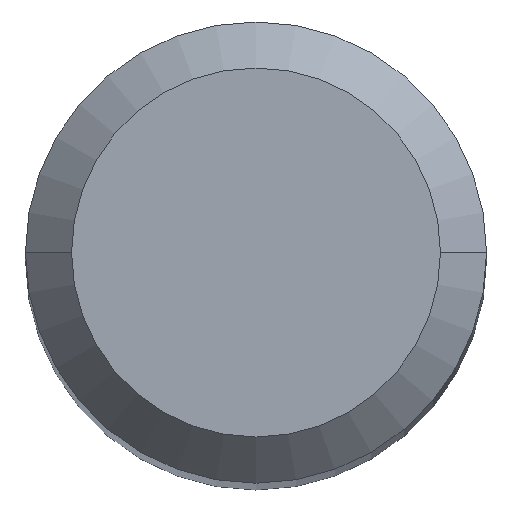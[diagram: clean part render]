
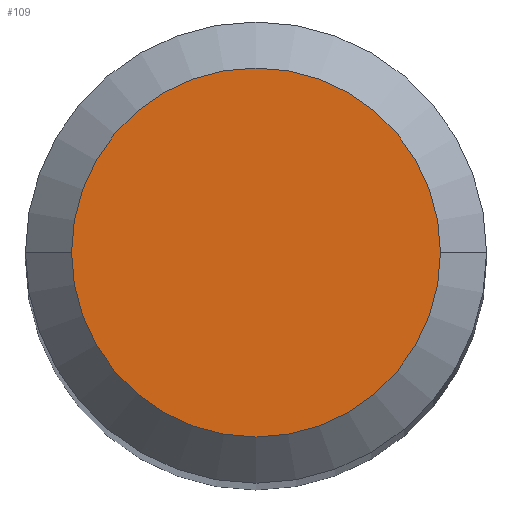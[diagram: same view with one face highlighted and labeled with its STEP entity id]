
A CAD part, top view. The second image highlights one B-rep face of the part: STEP entity #109.
In plain terms, the highlighted planar face has unit normal (0, 0, 1).
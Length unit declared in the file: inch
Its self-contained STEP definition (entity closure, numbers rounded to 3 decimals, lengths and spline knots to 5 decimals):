
#4 = CARTESIAN_POINT ( 'NONE',  ( 0., 0., 0. ) ) ;
#21 = CIRCLE ( 'NONE', #228, 0.09448 ) ;
#35 = DIRECTION ( 'NONE',  ( 0., 0., 1. ) ) ;
#56 = VERTEX_POINT ( 'NONE', #119 ) ;
#109 = ADVANCED_FACE ( 'NONE', ( #235 ), #334, .F. ) ;
#119 = CARTESIAN_POINT ( 'NONE',  ( -0.09448, 0., 0. ) ) ;
#136 = DIRECTION ( 'NONE',  ( 0., 0., -1. ) ) ;
#139 = DIRECTION ( 'NONE',  ( -1., 0., 0. ) ) ;
#155 = EDGE_CURVE ( 'NONE', #56, #211, #21, .T. ) ;
#208 = DIRECTION ( 'NONE',  ( 1., 0., 0. ) ) ;
#211 = VERTEX_POINT ( 'NONE', #216 ) ;
#216 = CARTESIAN_POINT ( 'NONE',  ( 0.09448, 0., 0. ) ) ;
#228 = AXIS2_PLACEMENT_3D ( 'NONE', #293, #35, #208 ) ;
#235 = FACE_OUTER_BOUND ( 'NONE', #377, .T. ) ;
#245 = AXIS2_PLACEMENT_3D ( 'NONE', #397, #288, #401 ) ;
#288 = DIRECTION ( 'NONE',  ( 0., 0., 1. ) ) ;
#293 = CARTESIAN_POINT ( 'NONE',  ( 0., 0., 0. ) ) ;
#334 = PLANE ( 'NONE',  #384 ) ;
#342 = EDGE_CURVE ( 'NONE', #211, #56, #398, .T. ) ;
#377 = EDGE_LOOP ( 'NONE', ( #499, #504 ) ) ;
#384 = AXIS2_PLACEMENT_3D ( 'NONE', #4, #136, #139 ) ;
#397 = CARTESIAN_POINT ( 'NONE',  ( 0., 0., 0. ) ) ;
#398 = CIRCLE ( 'NONE', #245, 0.09448 ) ;
#401 = DIRECTION ( 'NONE',  ( 1., 0., 0. ) ) ;
#499 = ORIENTED_EDGE ( 'NONE', *, *, #155, .T. ) ;
#504 = ORIENTED_EDGE ( 'NONE', *, *, #342, .T. ) ;
